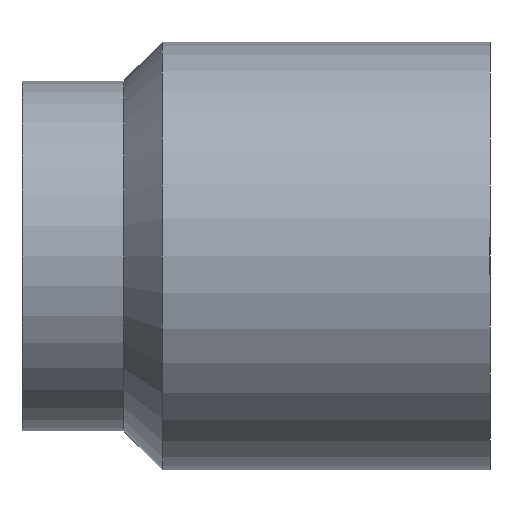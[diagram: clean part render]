
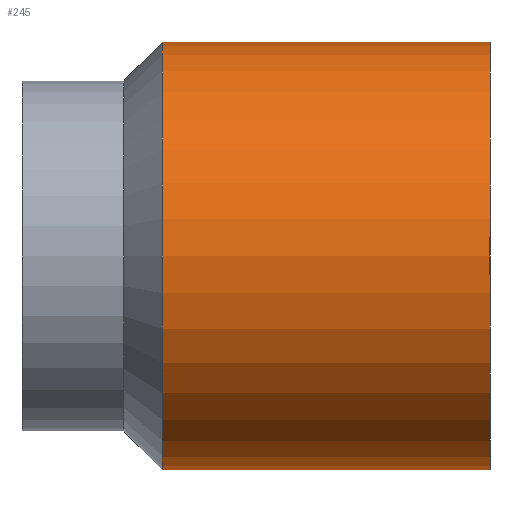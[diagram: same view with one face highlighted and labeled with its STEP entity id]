
A CAD part, left-side view. The second image highlights one B-rep face of the part: STEP entity #245.
In plain terms, the highlighted cylindrical face has radius 10.5 mm (diameter 21 mm), a partial arc.
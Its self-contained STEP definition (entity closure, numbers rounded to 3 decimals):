
#60 = VERTEX_POINT ( 'NONE', #439 ) ;
#67 = EDGE_CURVE ( 'NONE', #85, #68, #428, .T. ) ;
#68 = VERTEX_POINT ( 'NONE', #424 ) ;
#71 = VERTEX_POINT ( 'NONE', #345 ) ;
#85 = VERTEX_POINT ( 'NONE', #391 ) ;
#94 = EDGE_CURVE ( 'NONE', #60, #71, #378, .T. ) ;
#244 = EDGE_CURVE ( 'NONE', #68, #71, #472, .T. ) ;
#245 = ADVANCED_FACE ( 'NONE', ( #468 ), #467, .T. ) ;
#276 = EDGE_LOOP ( 'NONE', ( #277, #278, #280, #281 ) ) ;
#277 = ORIENTED_EDGE ( 'NONE', *, *, #67, .F. ) ;
#278 = ORIENTED_EDGE ( 'NONE', *, *, #279, .T. ) ;
#279 = EDGE_CURVE ( 'NONE', #85, #60, #588, .T. ) ;
#280 = ORIENTED_EDGE ( 'NONE', *, *, #94, .T. ) ;
#281 = ORIENTED_EDGE ( 'NONE', *, *, #244, .F. ) ;
#345 = CARTESIAN_POINT ( 'NONE',  ( 0., 0., -10.5 ) ) ;
#375 = DIRECTION ( 'NONE',  ( 0., -1., 0. ) ) ;
#376 = VECTOR ( 'NONE', #375, 1000. ) ;
#377 = CARTESIAN_POINT ( 'NONE',  ( 0., 0., -10.5 ) ) ;
#378 = LINE ( 'NONE', #377, #376 ) ;
#391 = CARTESIAN_POINT ( 'NONE',  ( 0., 16.1, 10.5 ) ) ;
#424 = CARTESIAN_POINT ( 'NONE',  ( 0., 0., 10.5 ) ) ;
#425 = DIRECTION ( 'NONE',  ( 0., -1., 0. ) ) ;
#426 = VECTOR ( 'NONE', #425, 1000. ) ;
#427 = CARTESIAN_POINT ( 'NONE',  ( 0., 0., 10.5 ) ) ;
#428 = LINE ( 'NONE', #427, #426 ) ;
#439 = CARTESIAN_POINT ( 'NONE',  ( 0., 16.1, -10.5 ) ) ;
#463 = DIRECTION ( 'NONE',  ( 0., 0., -1. ) ) ;
#464 = DIRECTION ( 'NONE',  ( 0., -1., 0. ) ) ;
#465 = CARTESIAN_POINT ( 'NONE',  ( 0., 0., 0. ) ) ;
#466 = AXIS2_PLACEMENT_3D ( 'NONE', #465, #464, #463 ) ;
#467 = CYLINDRICAL_SURFACE ( 'NONE', #466, 10.5 ) ;
#468 = FACE_OUTER_BOUND ( 'NONE', #276, .T. ) ;
#469 = DIRECTION ( 'NONE',  ( 0., 0., -1. ) ) ;
#470 = DIRECTION ( 'NONE',  ( 0., -1., 0. ) ) ;
#471 = AXIS2_PLACEMENT_3D ( 'NONE', #477, #470, #469 ) ;
#472 = CIRCLE ( 'NONE', #471, 10.5 ) ;
#477 = CARTESIAN_POINT ( 'NONE',  ( 0., 0., 0. ) ) ;
#588 = CIRCLE ( 'NONE', #598, 10.5 ) ;
#595 = DIRECTION ( 'NONE',  ( 0., 0., -1. ) ) ;
#596 = DIRECTION ( 'NONE',  ( 0., -1., 0. ) ) ;
#597 = CARTESIAN_POINT ( 'NONE',  ( 0., 16.1, 0. ) ) ;
#598 = AXIS2_PLACEMENT_3D ( 'NONE', #597, #596, #595 ) ;
